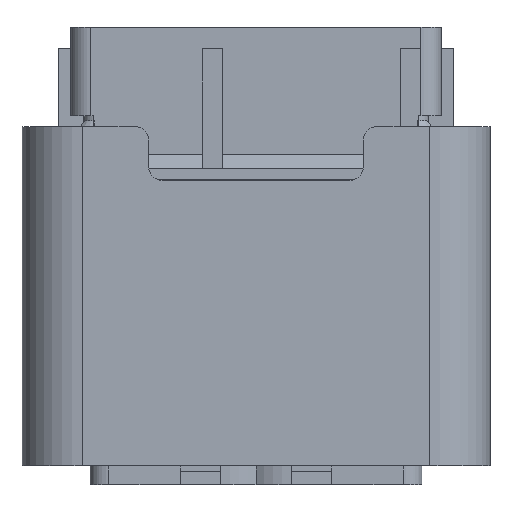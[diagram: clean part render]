
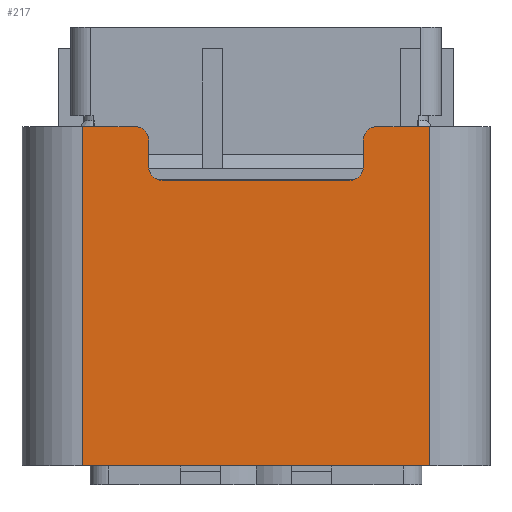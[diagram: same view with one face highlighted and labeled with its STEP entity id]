
A CAD part, front view. The second image highlights one B-rep face of the part: STEP entity #217.
In plain terms, the highlighted planar face has unit normal (0, -1, 0).
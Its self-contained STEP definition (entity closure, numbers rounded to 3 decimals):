
#217=ADVANCED_FACE('',(#789),#535,.T.);
#535=PLANE('',#6593);
#789=FACE_OUTER_BOUND('',#1117,.T.);
#1117=EDGE_LOOP('',(#1846,#1847,#1848,#1849,#1850,#1851,#1852,#1853,#1854,
#1855,#1856,#1857));
#1439=CIRCLE('',#6562,1.);
#1440=CIRCLE('',#6564,1.);
#1459=CIRCLE('',#6591,1.);
#1460=CIRCLE('',#6592,1.);
#1846=ORIENTED_EDGE('',*,*,#4297,.T.);
#1847=ORIENTED_EDGE('',*,*,#4310,.T.);
#1848=ORIENTED_EDGE('',*,*,#4311,.T.);
#1849=ORIENTED_EDGE('',*,*,#4312,.T.);
#1850=ORIENTED_EDGE('',*,*,#4232,.T.);
#1851=ORIENTED_EDGE('',*,*,#4313,.T.);
#1852=ORIENTED_EDGE('',*,*,#4230,.T.);
#1853=ORIENTED_EDGE('',*,*,#4314,.T.);
#1854=ORIENTED_EDGE('',*,*,#4315,.T.);
#1855=ORIENTED_EDGE('',*,*,#4316,.T.);
#1856=ORIENTED_EDGE('',*,*,#4317,.F.);
#1857=ORIENTED_EDGE('',*,*,#4318,.T.);
#3597=VERTEX_POINT('',#9067);
#3598=VERTEX_POINT('',#9069);
#3599=VERTEX_POINT('',#9073);
#3600=VERTEX_POINT('',#9074);
#3651=VERTEX_POINT('',#9195);
#3652=VERTEX_POINT('',#9197);
#3663=VERTEX_POINT('',#9223);
#3664=VERTEX_POINT('',#9225);
#3665=VERTEX_POINT('',#9229);
#3666=VERTEX_POINT('',#9231);
#3667=VERTEX_POINT('',#9233);
#3668=VERTEX_POINT('',#9235);
#4230=EDGE_CURVE('',#3598,#3597,#1439,.T.);
#4232=EDGE_CURVE('',#3599,#3600,#1440,.T.);
#4297=EDGE_CURVE('',#3652,#3651,#5183,.T.);
#4310=EDGE_CURVE('',#3651,#3663,#5195,.T.);
#4311=EDGE_CURVE('',#3663,#3664,#1459,.T.);
#4312=EDGE_CURVE('',#3664,#3599,#5196,.T.);
#4313=EDGE_CURVE('',#3600,#3598,#5197,.T.);
#4314=EDGE_CURVE('',#3597,#3665,#5198,.T.);
#4315=EDGE_CURVE('',#3665,#3666,#1460,.T.);
#4316=EDGE_CURVE('',#3666,#3667,#5199,.T.);
#4317=EDGE_CURVE('',#3668,#3667,#5200,.T.);
#4318=EDGE_CURVE('',#3668,#3652,#5201,.T.);
#5183=LINE('',#9196,#5935);
#5195=LINE('',#9222,#5947);
#5196=LINE('',#9226,#5948);
#5197=LINE('',#9227,#5949);
#5198=LINE('',#9228,#5950);
#5199=LINE('',#9232,#5951);
#5200=LINE('',#9234,#5952);
#5201=LINE('',#9236,#5953);
#5935=VECTOR('',#7338,1.);
#5947=VECTOR('',#7356,1.);
#5948=VECTOR('',#7359,1.);
#5949=VECTOR('',#7360,1.);
#5950=VECTOR('',#7361,1.);
#5951=VECTOR('',#7364,1.);
#5952=VECTOR('',#7365,1.);
#5953=VECTOR('',#7366,1.);
#6562=AXIS2_PLACEMENT_3D('',#9068,#7238,#7239);
#6564=AXIS2_PLACEMENT_3D('',#9072,#7243,#7244);
#6591=AXIS2_PLACEMENT_3D('',#9224,#7357,#7358);
#6592=AXIS2_PLACEMENT_3D('',#9230,#7362,#7363);
#6593=AXIS2_PLACEMENT_3D('',#9237,#7367,#7368);
#7238=DIRECTION('',(0.,1.,0.));
#7239=DIRECTION('',(0.,0.,-1.));
#7243=DIRECTION('',(0.,1.,0.));
#7244=DIRECTION('',(0.,0.,-1.));
#7338=DIRECTION('',(0.,0.,1.));
#7356=DIRECTION('',(-1.,0.,0.));
#7357=DIRECTION('',(0.,-1.,0.));
#7358=DIRECTION('',(0.,0.,-1.));
#7359=DIRECTION('',(0.,0.,-1.));
#7360=DIRECTION('',(-1.,0.,0.));
#7361=DIRECTION('',(0.,0.,1.));
#7362=DIRECTION('',(0.,-1.,0.));
#7363=DIRECTION('',(0.,0.,-1.));
#7364=DIRECTION('',(-1.,0.,0.));
#7365=DIRECTION('',(0.,0.,1.));
#7366=DIRECTION('',(1.,0.,0.));
#7367=DIRECTION('',(0.,-1.,0.));
#7368=DIRECTION('',(0.,0.,-1.));
#9067=CARTESIAN_POINT('',(-8.,-8.35,-5.6));
#9068=CARTESIAN_POINT('',(-7.,-8.35,-5.6));
#9069=CARTESIAN_POINT('',(-7.,-8.35,-6.6));
#9072=CARTESIAN_POINT('',(7.,-8.35,-5.6));
#9073=CARTESIAN_POINT('',(8.,-8.35,-5.6));
#9074=CARTESIAN_POINT('',(7.,-8.35,-6.6));
#9195=CARTESIAN_POINT('',(12.95,-8.35,-2.6));
#9196=CARTESIAN_POINT('',(12.95,-8.35,-18.1));
#9197=CARTESIAN_POINT('',(12.95,-8.35,-27.9));
#9222=CARTESIAN_POINT('',(-15.54,-8.35,-2.6));
#9223=CARTESIAN_POINT('',(9.,-8.35,-2.6));
#9224=CARTESIAN_POINT('',(9.,-8.35,-3.6));
#9225=CARTESIAN_POINT('',(8.,-8.35,-3.6));
#9226=CARTESIAN_POINT('',(8.,-8.35,-0.56));
#9227=CARTESIAN_POINT('',(-15.54,-8.35,-6.6));
#9228=CARTESIAN_POINT('',(-8.,-8.35,-0.56));
#9229=CARTESIAN_POINT('',(-8.,-8.35,-3.6));
#9230=CARTESIAN_POINT('',(-9.,-8.35,-3.6));
#9231=CARTESIAN_POINT('',(-9.,-8.35,-2.6));
#9232=CARTESIAN_POINT('',(-15.54,-8.35,-2.6));
#9233=CARTESIAN_POINT('',(-12.95,-8.35,-2.6));
#9234=CARTESIAN_POINT('',(-12.95,-8.35,-18.1));
#9235=CARTESIAN_POINT('',(-12.95,-8.35,-27.9));
#9236=CARTESIAN_POINT('',(-15.54,-8.35,-27.9));
#9237=CARTESIAN_POINT('',(-15.54,-8.35,-0.56));
